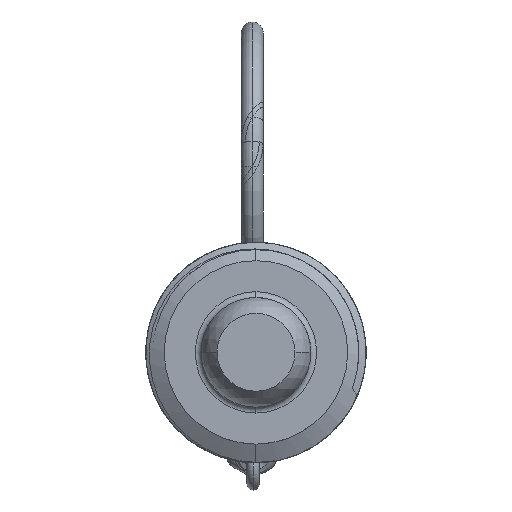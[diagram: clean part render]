
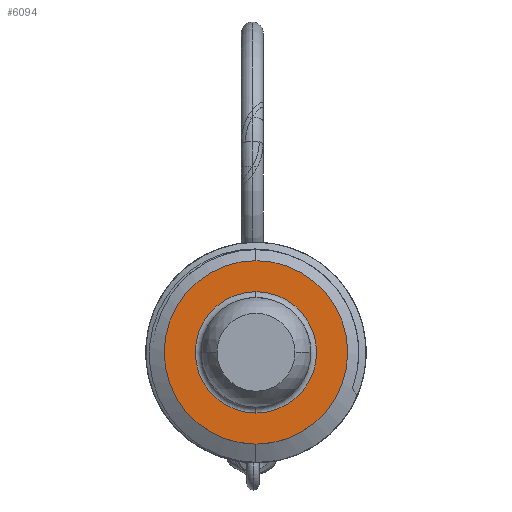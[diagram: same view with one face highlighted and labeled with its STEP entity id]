
A CAD part, top view. The second image highlights one B-rep face of the part: STEP entity #6094.
In plain terms, the highlighted face is planar.
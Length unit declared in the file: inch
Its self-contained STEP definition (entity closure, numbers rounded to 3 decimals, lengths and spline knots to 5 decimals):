
#1597 = DIRECTION ( 'NONE',  ( 0., 1., 0. ) ) ;
#1639 = DIRECTION ( 'NONE',  ( 0., 0., 1. ) ) ;
#1995 = DIRECTION ( 'NONE',  ( 0., 1., 0. ) ) ;
#2365 = DIRECTION ( 'NONE',  ( 0., 0., -1. ) ) ;
#2533 = CARTESIAN_POINT ( 'NONE',  ( 0., -0.85, -0.465 ) ) ;
#2668 = CARTESIAN_POINT ( 'NONE',  ( 0., -0.85, 0. ) ) ;
#2927 = AXIS2_PLACEMENT_3D ( 'NONE', #2668, #12390, #3678 ) ;
#2970 = EDGE_CURVE ( 'NONE', #6126, #5869, #6616, .T. ) ;
#3415 = AXIS2_PLACEMENT_3D ( 'NONE', #11162, #11239, #7355 ) ;
#3678 = DIRECTION ( 'NONE',  ( 0., 0., 1. ) ) ;
#3931 = EDGE_CURVE ( 'NONE', #5869, #6126, #5370, .T. ) ;
#3937 = ORIENTED_EDGE ( 'NONE', *, *, #5372, .T. ) ;
#4183 = CARTESIAN_POINT ( 'NONE',  ( 0., -0.85, 0.465 ) ) ;
#4195 = CARTESIAN_POINT ( 'NONE',  ( 0., -0.85, 0.30754 ) ) ;
#5189 = VERTEX_POINT ( 'NONE', #4195 ) ;
#5370 = CIRCLE ( 'NONE', #3415, 0.465 ) ;
#5372 = EDGE_CURVE ( 'NONE', #10727, #5189, #7062, .T. ) ;
#5550 = ORIENTED_EDGE ( 'NONE', *, *, #2970, .F. ) ;
#5869 = VERTEX_POINT ( 'NONE', #4183 ) ;
#6094 = ADVANCED_FACE ( 'NONE', ( #8897, #6293 ), #10173, .T. ) ;
#6126 = VERTEX_POINT ( 'NONE', #2533 ) ;
#6289 = DIRECTION ( 'NONE',  ( 0., -1., 0. ) ) ;
#6293 = FACE_OUTER_BOUND ( 'NONE', #10442, .T. ) ;
#6351 = ORIENTED_EDGE ( 'NONE', *, *, #3931, .F. ) ;
#6376 = EDGE_LOOP ( 'NONE', ( #12260, #3937 ) ) ;
#6616 = CIRCLE ( 'NONE', #10143, 0.465 ) ;
#7062 = CIRCLE ( 'NONE', #2927, 0.30754 ) ;
#7178 = EDGE_CURVE ( 'NONE', #5189, #10727, #9180, .T. ) ;
#7355 = DIRECTION ( 'NONE',  ( 0., 0., 1. ) ) ;
#7525 = CARTESIAN_POINT ( 'NONE',  ( 0., -0.85, 0. ) ) ;
#8897 = FACE_BOUND ( 'NONE', #6376, .T. ) ;
#9180 = CIRCLE ( 'NONE', #10237, 0.30754 ) ;
#9551 = CARTESIAN_POINT ( 'NONE',  ( 0., -0.85, -0.30754 ) ) ;
#9814 = DIRECTION ( 'NONE',  ( 0., 0., 1. ) ) ;
#10143 = AXIS2_PLACEMENT_3D ( 'NONE', #11779, #1995, #9814 ) ;
#10173 = PLANE ( 'NONE',  #12351 ) ;
#10237 = AXIS2_PLACEMENT_3D ( 'NONE', #7525, #1597, #1639 ) ;
#10442 = EDGE_LOOP ( 'NONE', ( #6351, #5550 ) ) ;
#10727 = VERTEX_POINT ( 'NONE', #9551 ) ;
#11162 = CARTESIAN_POINT ( 'NONE',  ( 0., -0.85, 0. ) ) ;
#11239 = DIRECTION ( 'NONE',  ( 0., 1., 0. ) ) ;
#11779 = CARTESIAN_POINT ( 'NONE',  ( 0., -0.85, 0. ) ) ;
#12132 = CARTESIAN_POINT ( 'NONE',  ( -0.465, -0.85, 0. ) ) ;
#12260 = ORIENTED_EDGE ( 'NONE', *, *, #7178, .T. ) ;
#12351 = AXIS2_PLACEMENT_3D ( 'NONE', #12132, #6289, #2365 ) ;
#12390 = DIRECTION ( 'NONE',  ( 0., 1., 0. ) ) ;
